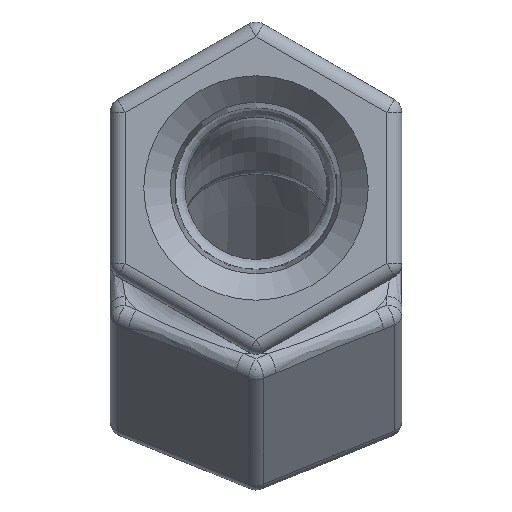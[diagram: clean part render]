
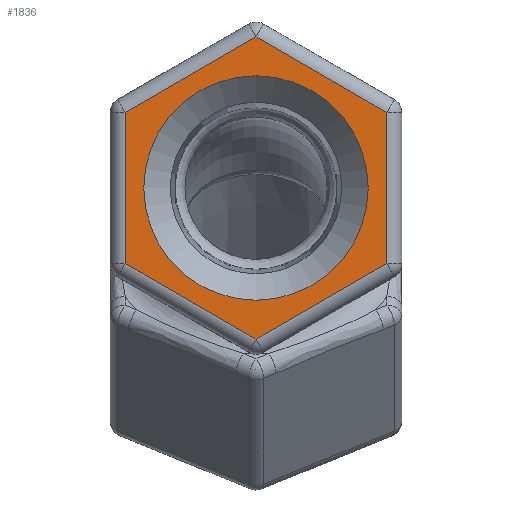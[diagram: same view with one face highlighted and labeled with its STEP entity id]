
A CAD part, top view. The second image highlights one B-rep face of the part: STEP entity #1836.
In plain terms, the highlighted planar face has unit normal (0, 0, 1).
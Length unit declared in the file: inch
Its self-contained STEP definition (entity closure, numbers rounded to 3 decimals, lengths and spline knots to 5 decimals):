
#38=FACE_BOUND('',#338,.T.);
#82=PLANE('',#2086);
#214=FACE_OUTER_BOUND('',#337,.T.);
#337=EDGE_LOOP('',(#1559,#1560,#1561,#1562,#1563,#1564));
#338=EDGE_LOOP('',(#1565,#1566));
#440=LINE('',#3647,#542);
#442=LINE('',#3655,#544);
#444=LINE('',#3663,#546);
#445=LINE('',#3669,#547);
#446=LINE('',#3675,#548);
#447=LINE('',#3681,#549);
#542=VECTOR('',#2576,0.3937);
#544=VECTOR('',#2584,0.3937);
#546=VECTOR('',#2596,0.3937);
#547=VECTOR('',#2605,0.3937);
#548=VECTOR('',#2614,0.3937);
#549=VECTOR('',#2623,0.3937);
#685=CIRCLE('',#2087,0.469);
#686=CIRCLE('',#2088,0.469);
#833=VERTEX_POINT('',#3644);
#834=VERTEX_POINT('',#3646);
#837=VERTEX_POINT('',#3654);
#838=VERTEX_POINT('',#3662);
#839=VERTEX_POINT('',#3668);
#840=VERTEX_POINT('',#3674);
#843=VERTEX_POINT('',#3694);
#844=VERTEX_POINT('',#3695);
#1076=EDGE_CURVE('',#833,#834,#440,.T.);
#1080=EDGE_CURVE('',#834,#837,#442,.T.);
#1085=EDGE_CURVE('',#837,#838,#444,.T.);
#1088=EDGE_CURVE('',#838,#839,#445,.T.);
#1091=EDGE_CURVE('',#839,#840,#446,.T.);
#1094=EDGE_CURVE('',#840,#833,#447,.T.);
#1101=EDGE_CURVE('',#843,#844,#685,.T.);
#1102=EDGE_CURVE('',#844,#843,#686,.T.);
#1559=ORIENTED_EDGE('',*,*,#1076,.F.);
#1560=ORIENTED_EDGE('',*,*,#1094,.F.);
#1561=ORIENTED_EDGE('',*,*,#1091,.F.);
#1562=ORIENTED_EDGE('',*,*,#1088,.F.);
#1563=ORIENTED_EDGE('',*,*,#1085,.F.);
#1564=ORIENTED_EDGE('',*,*,#1080,.F.);
#1565=ORIENTED_EDGE('',*,*,#1101,.T.);
#1566=ORIENTED_EDGE('',*,*,#1102,.T.);
#1836=ADVANCED_FACE('',(#214,#38),#82,.T.);
#2086=AXIS2_PLACEMENT_3D('',#3693,#2641,#2642);
#2087=AXIS2_PLACEMENT_3D('',#3696,#2643,#2644);
#2088=AXIS2_PLACEMENT_3D('',#3697,#2645,#2646);
#2576=DIRECTION('',(0.866,0.5,0.));
#2584=DIRECTION('',(0.866,-0.5,0.));
#2596=DIRECTION('',(0.,-1.,0.));
#2605=DIRECTION('',(-0.866,-0.5,0.));
#2614=DIRECTION('',(-0.866,0.5,0.));
#2623=DIRECTION('',(0.,1.,0.));
#2641=DIRECTION('center_axis',(0.,0.,
1.));
#2642=DIRECTION('ref_axis',(1.,0.,0.));
#2643=DIRECTION('center_axis',(0.,0.,
-1.));
#2644=DIRECTION('ref_axis',(0.,1.,0.));
#2645=DIRECTION('center_axis',(0.,0.,
-1.));
#2646=DIRECTION('ref_axis',(0.,1.,0.));
#3644=CARTESIAN_POINT('',(-0.54688,0.31574,1.125));
#3646=CARTESIAN_POINT('',(0.,0.63148,1.125));
#3647=CARTESIAN_POINT('',(-0.12109,0.56156,1.125));
#3654=CARTESIAN_POINT('',(0.54687,0.31574,1.125));
#3655=CARTESIAN_POINT('',(0.42578,0.38565,1.125));
#3662=CARTESIAN_POINT('',(0.54688,-0.31574,1.125));
#3663=CARTESIAN_POINT('',(0.54687,-0.17591,1.125));
#3668=CARTESIAN_POINT('',(0.,-0.63148,1.125));
#3669=CARTESIAN_POINT('',(0.12109,-0.56156,1.125));
#3674=CARTESIAN_POINT('',(-0.54688,-0.31574,1.125));
#3675=CARTESIAN_POINT('',(-0.42578,-0.38565,1.125));
#3681=CARTESIAN_POINT('',(-0.54688,0.17591,1.125));
#3693=CARTESIAN_POINT('Origin',(0.,0.,
1.125));
#3694=CARTESIAN_POINT('',(0.,0.469,1.125));
#3695=CARTESIAN_POINT('',(0.,-0.469,1.125));
#3696=CARTESIAN_POINT('Origin',(0.,0.,1.125));
#3697=CARTESIAN_POINT('Origin',(0.,0.,1.125));
